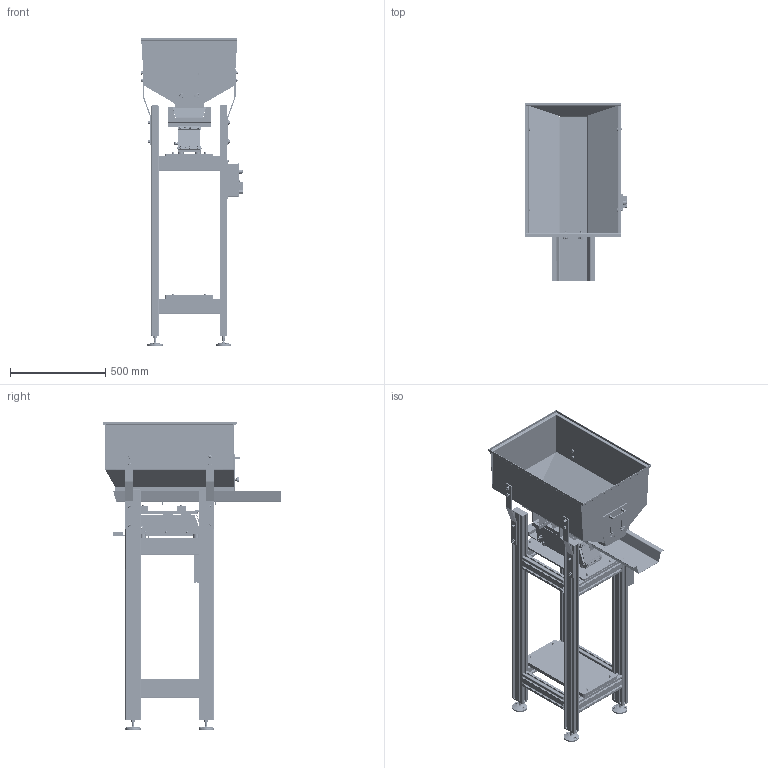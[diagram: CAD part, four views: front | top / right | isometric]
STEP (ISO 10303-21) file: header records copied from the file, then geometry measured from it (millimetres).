
FILE_DESCRIPTION(/* description */ (''),/* implementation_level */ '2;1');
FILE_NAME(/* name */ 'HF-100.stp',/* time_stamp */ '2022-01-19T12:31:46+00:00',/* author */ ('Sandfield Engineering'),/* organization */ ('Sandfield Engineering'),/* preprocessor_version */ 'ST-DEVELOPER v18.1',/* originating_system */ 'Autodesk Inventor 2021',/* authorisation */ '');
FILE_SCHEMA (('AUTOMOTIVE_DESIGN { 1 0 10303 214 3 1 1 }'));
Products named in the file (1): HF-100
Bounding box: 538.75 x 939.04 x 1622.1 mm (x, y, z)
Volume: 18523976.9 mm3; surface area: 11566164.2 mm2
Topology: 6 solids, 127 shells, 10952 faces, 30850 edges, 20304 vertices
Faces by surface type: plane 7165, cylinder 3058, cone 383, torus 165, bspline 135, sphere 46
Full cylindrical faces by diameter (mm): 1 x6, 1.5 x19, 2.5 x184, 4 x1, 4.2 x4, 4.8 x1, 4.917 x4, 5 x34, 5.3 x1, 5.4 x2, 5.5 x2, 6 x53, 6.2 x8, 6.4 x24, 6.6 x26, 6.8 x16, 7 x10, 7.4 x8, 7.5 x1, 7.6 x1, 8 x21, 8.4 x20, 8.5 x2, 9 x29, 9.2 x4, 9.5 x3, 9.976 x5, 10 x45, 10.376 x6, 10.5 x14
Entity records: 374074 total; most frequent: CARTESIAN_POINT 86512, ORIENTED_EDGE 61450, DIRECTION 59556, EDGE_CURVE 30741, VERTEX_POINT 20304, AXIS2_PLACEMENT_3D 19894, LINE 19768, VECTOR 19768
